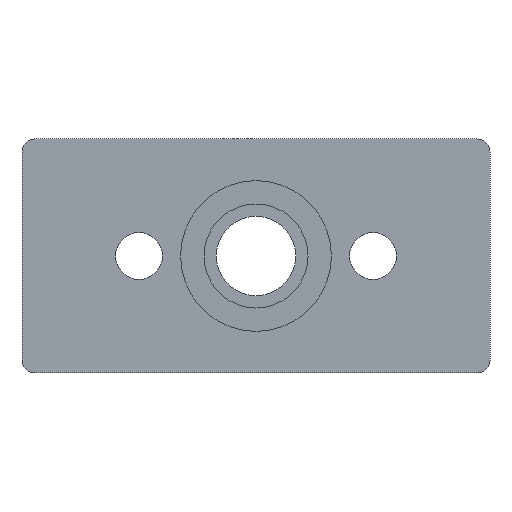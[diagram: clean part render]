
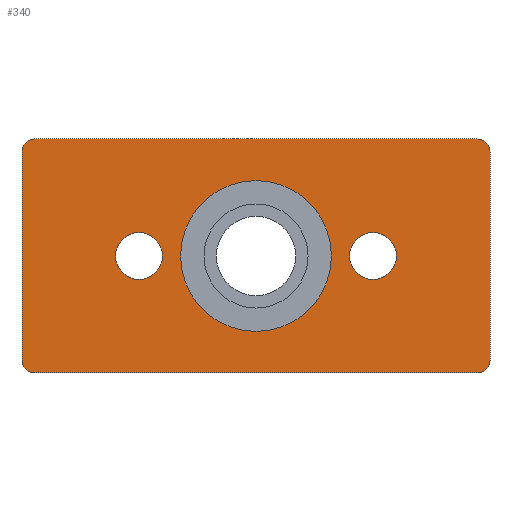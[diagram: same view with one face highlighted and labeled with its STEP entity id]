
A CAD part, front view. The second image highlights one B-rep face of the part: STEP entity #340.
In plain terms, the highlighted planar face has unit normal (0, -1, 0).
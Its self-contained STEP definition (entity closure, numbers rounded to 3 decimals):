
#19=FACE_BOUND('',#70,.T.);
#20=FACE_BOUND('',#71,.T.);
#21=FACE_BOUND('',#72,.T.);
#27=PLANE('',#399);
#44=FACE_OUTER_BOUND('',#69,.T.);
#69=EDGE_LOOP('',(#271,#272,#273,#274,#275,#276,#277,#278));
#70=EDGE_LOOP('',(#279));
#71=EDGE_LOOP('',(#280));
#72=EDGE_LOOP('',(#281));
#98=LINE('',#590,#121);
#99=LINE('',#594,#122);
#100=LINE('',#598,#123);
#101=LINE('',#602,#124);
#121=VECTOR('',#484,1000.);
#122=VECTOR('',#487,1000.);
#123=VECTOR('',#490,1000.);
#124=VECTOR('',#493,1000.);
#136=CIRCLE('',#377,14.5);
#139=CIRCLE('',#382,4.5);
#143=CIRCLE('',#388,4.5);
#151=CIRCLE('',#400,2.5);
#152=CIRCLE('',#401,2.5);
#153=CIRCLE('',#402,2.5);
#154=CIRCLE('',#403,2.5);
#158=VERTEX_POINT('',#536);
#161=VERTEX_POINT('',#546);
#165=VERTEX_POINT('',#558);
#177=VERTEX_POINT('',#588);
#178=VERTEX_POINT('',#589);
#179=VERTEX_POINT('',#591);
#180=VERTEX_POINT('',#593);
#181=VERTEX_POINT('',#595);
#182=VERTEX_POINT('',#597);
#183=VERTEX_POINT('',#599);
#184=VERTEX_POINT('',#601);
#190=EDGE_CURVE('',#158,#158,#136,.T.);
#194=EDGE_CURVE('',#161,#161,#139,.T.);
#200=EDGE_CURVE('',#165,#165,#143,.T.);
#214=EDGE_CURVE('',#177,#178,#98,.T.);
#215=EDGE_CURVE('',#177,#179,#151,.T.);
#216=EDGE_CURVE('',#180,#179,#99,.T.);
#217=EDGE_CURVE('',#180,#181,#152,.T.);
#218=EDGE_CURVE('',#182,#181,#100,.T.);
#219=EDGE_CURVE('',#182,#183,#153,.T.);
#220=EDGE_CURVE('',#184,#183,#101,.T.);
#221=EDGE_CURVE('',#184,#178,#154,.T.);
#271=ORIENTED_EDGE('',*,*,#214,.F.);
#272=ORIENTED_EDGE('',*,*,#215,.T.);
#273=ORIENTED_EDGE('',*,*,#216,.F.);
#274=ORIENTED_EDGE('',*,*,#217,.T.);
#275=ORIENTED_EDGE('',*,*,#218,.F.);
#276=ORIENTED_EDGE('',*,*,#219,.T.);
#277=ORIENTED_EDGE('',*,*,#220,.F.);
#278=ORIENTED_EDGE('',*,*,#221,.T.);
#279=ORIENTED_EDGE('',*,*,#190,.F.);
#280=ORIENTED_EDGE('',*,*,#194,.F.);
#281=ORIENTED_EDGE('',*,*,#200,.F.);
#340=ADVANCED_FACE('',(#44,#19,#20,#21),#27,.T.);
#377=AXIS2_PLACEMENT_3D('',#538,#429,#430);
#382=AXIS2_PLACEMENT_3D('',#547,#440,#441);
#388=AXIS2_PLACEMENT_3D('',#559,#454,#455);
#399=AXIS2_PLACEMENT_3D('',#587,#482,#483);
#400=AXIS2_PLACEMENT_3D('',#592,#485,#486);
#401=AXIS2_PLACEMENT_3D('',#596,#488,#489);
#402=AXIS2_PLACEMENT_3D('',#600,#491,#492);
#403=AXIS2_PLACEMENT_3D('',#603,#494,#495);
#429=DIRECTION('center_axis',(0.,-1.,0.));
#430=DIRECTION('ref_axis',(0.,0.,-1.));
#440=DIRECTION('center_axis',(0.,-1.,0.));
#441=DIRECTION('ref_axis',(0.,0.,-1.));
#454=DIRECTION('center_axis',(0.,-1.,0.));
#455=DIRECTION('ref_axis',(0.,0.,-1.));
#482=DIRECTION('center_axis',(0.,-1.,0.));
#483=DIRECTION('ref_axis',(0.,0.,-1.));
#484=DIRECTION('',(0.,0.,1.));
#485=DIRECTION('center_axis',(0.,-1.,0.));
#486=DIRECTION('ref_axis',(0.,0.,-1.));
#487=DIRECTION('',(-1.,0.,0.));
#488=DIRECTION('center_axis',(0.,-1.,0.));
#489=DIRECTION('ref_axis',(0.,0.,-1.));
#490=DIRECTION('',(0.,0.,-1.));
#491=DIRECTION('center_axis',(0.,-1.,0.));
#492=DIRECTION('ref_axis',(0.,0.,-1.));
#493=DIRECTION('',(1.,0.,0.));
#494=DIRECTION('center_axis',(0.,-1.,0.));
#495=DIRECTION('ref_axis',(0.,0.,-1.));
#536=CARTESIAN_POINT('',(0.,0.,14.5));
#538=CARTESIAN_POINT('Origin',(0.,0.,0.));
#546=CARTESIAN_POINT('',(-22.5,0.,-4.5));
#547=CARTESIAN_POINT('Origin',(-22.5,0.,0.));
#558=CARTESIAN_POINT('',(22.5,0.,-4.5));
#559=CARTESIAN_POINT('Origin',(22.5,0.,0.));
#587=CARTESIAN_POINT('Origin',(-45.,0.,-22.5));
#588=CARTESIAN_POINT('',(-45.,0.,-20.));
#589=CARTESIAN_POINT('',(-45.,0.,20.));
#590=CARTESIAN_POINT('',(-45.,0.,22.5));
#591=CARTESIAN_POINT('',(-42.5,0.,-22.5));
#592=CARTESIAN_POINT('Origin',(-42.5,0.,-20.));
#593=CARTESIAN_POINT('',(42.5,0.,-22.5));
#594=CARTESIAN_POINT('',(-45.,0.,-22.5));
#595=CARTESIAN_POINT('',(45.,0.,-20.));
#596=CARTESIAN_POINT('Origin',(42.5,0.,-20.));
#597=CARTESIAN_POINT('',(45.,0.,20.));
#598=CARTESIAN_POINT('',(45.,0.,22.5));
#599=CARTESIAN_POINT('',(42.5,0.,22.5));
#600=CARTESIAN_POINT('Origin',(42.5,0.,20.));
#601=CARTESIAN_POINT('',(-42.5,0.,22.5));
#602=CARTESIAN_POINT('',(-45.,0.,22.5));
#603=CARTESIAN_POINT('Origin',(-42.5,0.,20.));
